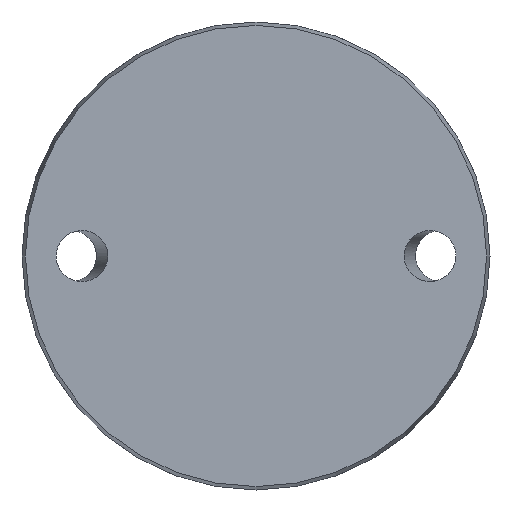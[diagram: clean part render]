
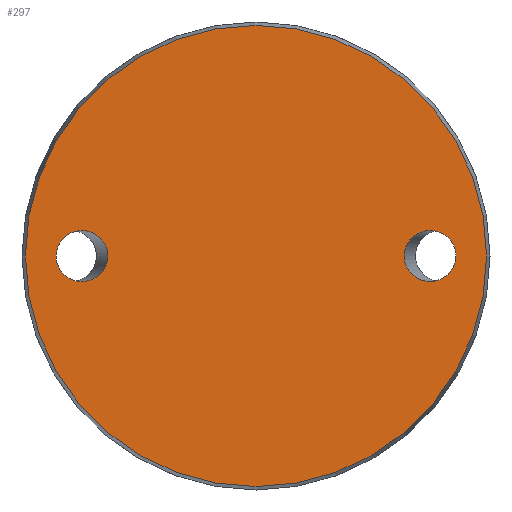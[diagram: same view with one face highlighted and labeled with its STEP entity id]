
A CAD part, front view. The second image highlights one B-rep face of the part: STEP entity #297.
In plain terms, the highlighted planar face has unit normal (0, -1, 0).
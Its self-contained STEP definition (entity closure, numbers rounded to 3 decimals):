
#7 = DIRECTION ( 'NONE',  ( 0., 0., -1. ) ) ;
#10 = CARTESIAN_POINT ( 'NONE',  ( -24.691, 0., 8.5 ) ) ;
#22 = VERTEX_POINT ( 'NONE', #500 ) ;
#40 = VERTEX_POINT ( 'NONE', #718 ) ;
#121 = CARTESIAN_POINT ( 'NONE',  ( -33.309, 0., 8.5 ) ) ;
#130 = CARTESIAN_POINT ( 'NONE',  ( -33.309, 0., 0. ) ) ;
#136 = CARTESIAN_POINT ( 'NONE',  ( -33.309, 0., -8.5 ) ) ;
#141 = CARTESIAN_POINT ( 'NONE',  ( 24.691, 0., 8.5 ) ) ;
#146 = CARTESIAN_POINT ( 'NONE',  ( 33.309, 0., 0. ) ) ;
#185 = EDGE_LOOP ( 'NONE', ( #362 ) ) ;
#197 = CARTESIAN_POINT ( 'NONE',  ( 33.309, 0., 0. ) ) ;
#257 = EDGE_LOOP ( 'NONE', ( #562 ) ) ;
#263 = CARTESIAN_POINT ( 'NONE',  ( -38.425, 0., 0. ) ) ;
#271 = PLANE ( 'NONE',  #580 ) ;
#274 = CARTESIAN_POINT ( 'NONE',  ( 33.309, 0., 8.5 ) ) ;
#297 = ADVANCED_FACE ( 'NONE', ( #731, #614, #448 ), #271, .F. ) ;
#299 = CARTESIAN_POINT ( 'NONE',  ( -24.691, 0., 0. ) ) ;
#303 = CARTESIAN_POINT ( 'NONE',  ( -33.309, 0., 0. ) ) ;
#316 = CARTESIAN_POINT ( 'NONE',  ( 33.309, 0., 0. ) ) ;
#322 = CARTESIAN_POINT ( 'NONE',  ( 24.691, 0., 0. ) ) ;
#342 = EDGE_LOOP ( 'NONE', ( #539 ) ) ;
#353 =( BOUNDED_CURVE ( )  B_SPLINE_CURVE ( 3, ( #316, #599, #730, #322, #141, #274, #197 ),
 .UNSPECIFIED., .T., .T. ) 
 B_SPLINE_CURVE_WITH_KNOTS ( ( 4, 3, 4 ),
 ( 0., 3.142, 6.283 ),
 .UNSPECIFIED. ) 
 CURVE ( )  GEOMETRIC_REPRESENTATION_ITEM ( )  RATIONAL_B_SPLINE_CURVE ( ( 1., 0.333, 0.333, 1., 0.333, 0.333, 1. ) ) 
 REPRESENTATION_ITEM ( '' )  );
#354 = CARTESIAN_POINT ( 'NONE',  ( 0., 0., 0. ) ) ;
#362 = ORIENTED_EDGE ( 'NONE', *, *, #582, .T. ) ;
#386 = VERTEX_POINT ( 'NONE', #146 ) ;
#448 = FACE_OUTER_BOUND ( 'NONE', #342, .T. ) ;
#500 = CARTESIAN_POINT ( 'NONE',  ( -33.309, 0., 0. ) ) ;
#518 = AXIS2_PLACEMENT_3D ( 'NONE', #354, #527, #7 ) ;
#527 = DIRECTION ( 'NONE',  ( 0., -1., 0. ) ) ;
#537 = CARTESIAN_POINT ( 'NONE',  ( -24.691, 0., -8.5 ) ) ;
#539 = ORIENTED_EDGE ( 'NONE', *, *, #660, .T. ) ;
#562 = ORIENTED_EDGE ( 'NONE', *, *, #746, .T. ) ;
#580 = AXIS2_PLACEMENT_3D ( 'NONE', #263, #624, #680 ) ;
#582 = EDGE_CURVE ( 'NONE', #22, #22, #695, .T. ) ;
#599 = CARTESIAN_POINT ( 'NONE',  ( 33.309, 0., -8.5 ) ) ;
#614 = FACE_BOUND ( 'NONE', #257, .T. ) ;
#624 = DIRECTION ( 'NONE',  ( 0., 1., 0. ) ) ;
#660 = EDGE_CURVE ( 'NONE', #40, #40, #749, .T. ) ;
#680 = DIRECTION ( 'NONE',  ( 0., 0., 1. ) ) ;
#695 =( BOUNDED_CURVE ( )  B_SPLINE_CURVE ( 3, ( #130, #121, #10, #299, #537, #136, #303 ),
 .UNSPECIFIED., .T., .T. ) 
 B_SPLINE_CURVE_WITH_KNOTS ( ( 4, 3, 4 ),
 ( 0., 3.142, 6.283 ),
 .UNSPECIFIED. ) 
 CURVE ( )  GEOMETRIC_REPRESENTATION_ITEM ( )  RATIONAL_B_SPLINE_CURVE ( ( 1., 0.333, 0.333, 1., 0.333, 0.333, 1. ) ) 
 REPRESENTATION_ITEM ( '' )  );
#718 = CARTESIAN_POINT ( 'NONE',  ( 0., 0., -38.425 ) ) ;
#730 = CARTESIAN_POINT ( 'NONE',  ( 24.691, 0., -8.5 ) ) ;
#731 = FACE_BOUND ( 'NONE', #185, .T. ) ;
#746 = EDGE_CURVE ( 'NONE', #386, #386, #353, .T. ) ;
#749 = CIRCLE ( 'NONE', #518, 38.425 ) ;
